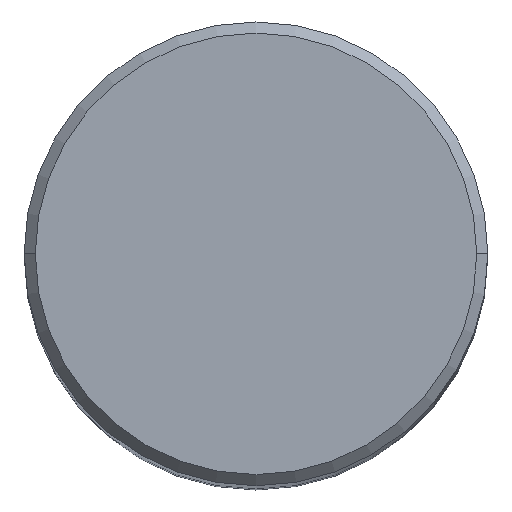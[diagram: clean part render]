
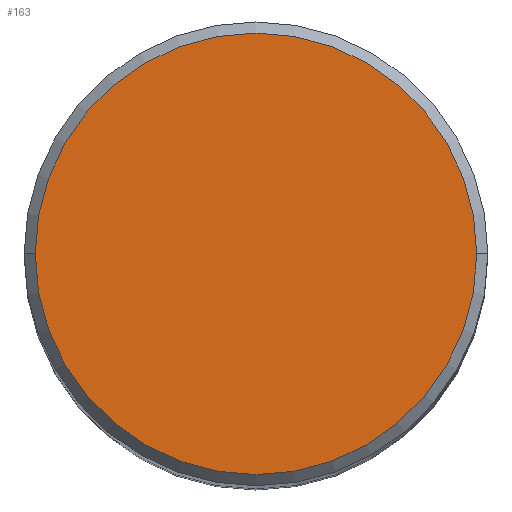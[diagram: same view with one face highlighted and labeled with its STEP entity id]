
A CAD part, top view. The second image highlights one B-rep face of the part: STEP entity #163.
In plain terms, the highlighted planar face has unit normal (0, 0, 1).
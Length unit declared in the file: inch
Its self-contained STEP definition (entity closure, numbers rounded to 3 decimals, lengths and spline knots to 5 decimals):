
#12 = FACE_OUTER_BOUND ( 'NONE', #287, .T. ) ;
#26 = CIRCLE ( 'NONE', #343, 0.2975 ) ;
#31 = CARTESIAN_POINT ( 'NONE',  ( 0.2975, 0., 3.5 ) ) ;
#37 = CIRCLE ( 'NONE', #89, 0.2975 ) ;
#51 = VERTEX_POINT ( 'NONE', #31 ) ;
#52 = PLANE ( 'NONE',  #71 ) ;
#71 = AXIS2_PLACEMENT_3D ( 'NONE', #85, #232, #319 ) ;
#85 = CARTESIAN_POINT ( 'NONE',  ( 0., 0., 3.5 ) ) ;
#89 = AXIS2_PLACEMENT_3D ( 'NONE', #304, #115, #122 ) ;
#90 = CARTESIAN_POINT ( 'NONE',  ( -0.2975, 0., 3.5 ) ) ;
#115 = DIRECTION ( 'NONE',  ( 0., 0., 1. ) ) ;
#122 = DIRECTION ( 'NONE',  ( 1., 0., 0. ) ) ;
#151 = EDGE_CURVE ( 'NONE', #254, #51, #26, .T. ) ;
#161 = ORIENTED_EDGE ( 'NONE', *, *, #300, .T. ) ;
#163 = ADVANCED_FACE ( 'NONE', ( #12 ), #52, .T. ) ;
#204 = ORIENTED_EDGE ( 'NONE', *, *, #151, .T. ) ;
#206 = DIRECTION ( 'NONE',  ( 1., 0., 0. ) ) ;
#232 = DIRECTION ( 'NONE',  ( 0., 0., 1. ) ) ;
#251 = DIRECTION ( 'NONE',  ( 0., 0., 1. ) ) ;
#254 = VERTEX_POINT ( 'NONE', #90 ) ;
#270 = CARTESIAN_POINT ( 'NONE',  ( 0., 0., 3.5 ) ) ;
#287 = EDGE_LOOP ( 'NONE', ( #204, #161 ) ) ;
#300 = EDGE_CURVE ( 'NONE', #51, #254, #37, .T. ) ;
#304 = CARTESIAN_POINT ( 'NONE',  ( 0., 0., 3.5 ) ) ;
#319 = DIRECTION ( 'NONE',  ( 1., 0., 0. ) ) ;
#343 = AXIS2_PLACEMENT_3D ( 'NONE', #270, #251, #206 ) ;
